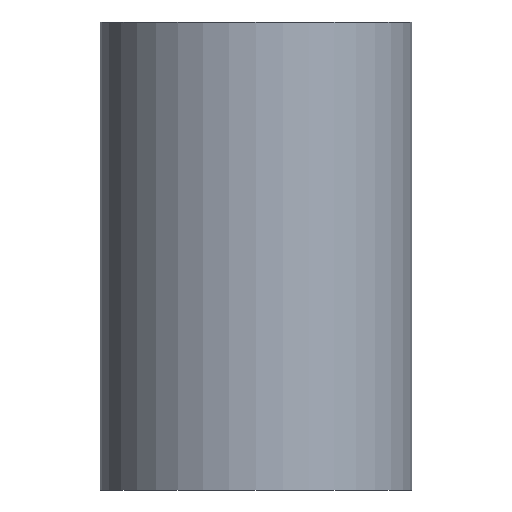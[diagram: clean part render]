
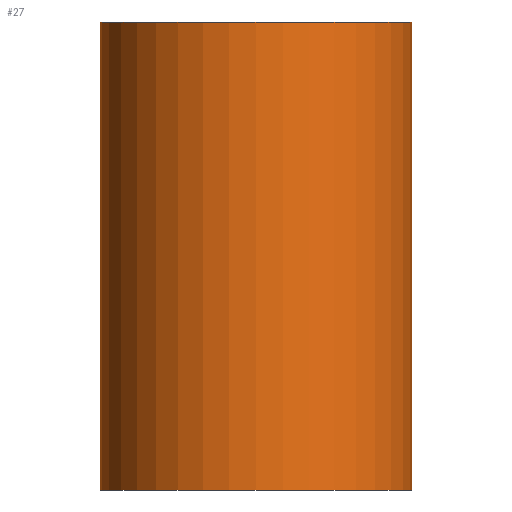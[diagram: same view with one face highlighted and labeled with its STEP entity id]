
A CAD part, front view. The second image highlights one B-rep face of the part: STEP entity #27.
In plain terms, the highlighted cylindrical face has radius 20 mm (diameter 40 mm), a partial arc.
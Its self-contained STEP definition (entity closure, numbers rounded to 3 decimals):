
#27=ADVANCED_FACE('',(#47),#247,.T.);
#47=FACE_OUTER_BOUND('',#67,.T.);
#67=EDGE_LOOP('',(#136,#137,#138,#139));
#136=ORIENTED_EDGE('',*,*,#174,.T.);
#137=ORIENTED_EDGE('',*,*,#146,.T.);
#138=ORIENTED_EDGE('',*,*,#175,.F.);
#139=ORIENTED_EDGE('',*,*,#173,.F.);
#146=EDGE_CURVE('',#222,#225,#178,.T.);
#173=EDGE_CURVE('',#242,#243,#199,.T.);
#174=EDGE_CURVE('',#242,#222,#210,.T.);
#175=EDGE_CURVE('',#243,#225,#211,.T.);
#178=B_SPLINE_CURVE_WITH_KNOTS('',1,(#462,#463),.UNSPECIFIED.,.F.,.F.,(2,
2),(0.,60.),.UNSPECIFIED.);
#199=B_SPLINE_CURVE_WITH_KNOTS('',1,(#534,#535),.UNSPECIFIED.,.F.,.F.,(2,
2),(0.,60.),.UNSPECIFIED.);
#210=TRIMMED_CURVE($,#218,(#537),(#538),.T.,.CARTESIAN.);
#211=TRIMMED_CURVE($,#219,(#540),(#541),.T.,.CARTESIAN.);
#218=CIRCLE('',#366,20.);
#219=CIRCLE('',#367,20.);
#222=VERTEX_POINT('',#420);
#225=VERTEX_POINT('',#423);
#242=VERTEX_POINT('',#440);
#243=VERTEX_POINT('',#441);
#247=CYLINDRICAL_SURFACE('',#359,20.);
#359=AXIS2_PLACEMENT_3D('',#417,#384,$);
#366=AXIS2_PLACEMENT_3D($,#536,#397,#398);
#367=AXIS2_PLACEMENT_3D($,#539,#399,#400);
#384=DIRECTION('',(0.,0.,1.));
#397=DIRECTION('',(0.,0.,1.));
#398=DIRECTION('',(-1.,0.,0.));
#399=DIRECTION('',(0.,0.,1.));
#400=DIRECTION('',(-1.,0.,0.));
#417=CARTESIAN_POINT('',(-0.633,438.596,0.));
#420=CARTESIAN_POINT('',(19.367,438.596,-30.));
#423=CARTESIAN_POINT('',(19.367,438.596,30.));
#440=CARTESIAN_POINT('',(-20.633,438.596,-30.));
#441=CARTESIAN_POINT('',(-20.633,438.596,30.));
#462=CARTESIAN_POINT('',(19.367,438.596,-30.));
#463=CARTESIAN_POINT('',(19.367,438.596,30.));
#534=CARTESIAN_POINT('',(-20.633,438.596,-30.));
#535=CARTESIAN_POINT('',(-20.633,438.596,30.));
#536=CARTESIAN_POINT('',(-0.633,438.596,-30.));
#537=CARTESIAN_POINT('',(-20.633,438.596,-30.));
#538=CARTESIAN_POINT('',(19.367,438.596,-30.));
#539=CARTESIAN_POINT('',(-0.633,438.596,30.));
#540=CARTESIAN_POINT('',(-20.633,438.596,30.));
#541=CARTESIAN_POINT('',(19.367,438.596,30.));
